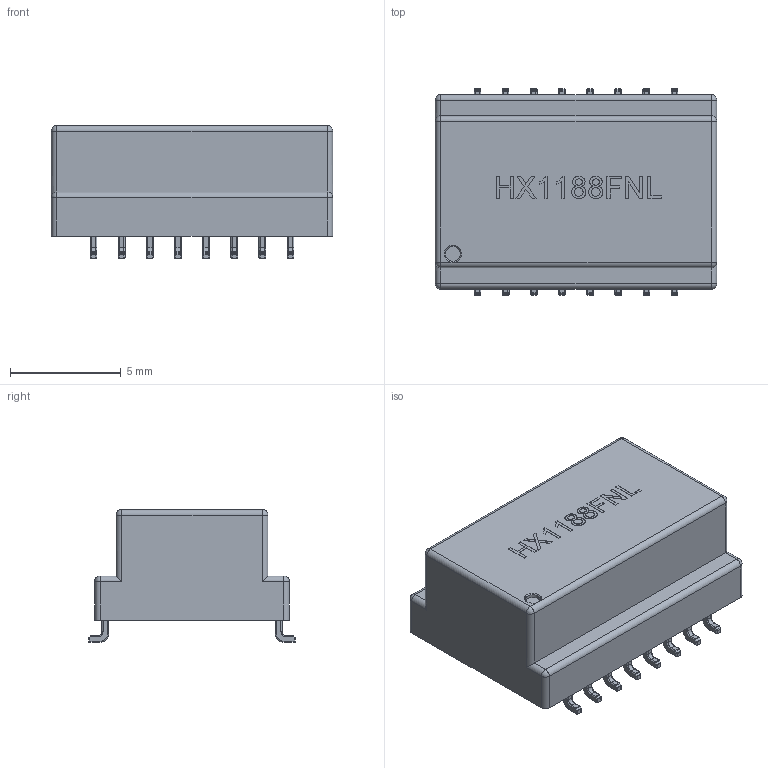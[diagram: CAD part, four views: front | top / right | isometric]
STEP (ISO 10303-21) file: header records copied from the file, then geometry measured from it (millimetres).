
FILE_DESCRIPTION (( 'STEP AP214' ), '1' );
FILE_NAME ('User Library-trans_HX1188FNL.STEP', '2020-03-20T06:45:40', ( '' ), ( '' ), 'SwSTEP 2.0', 'SolidWorks 2019', '' );
FILE_SCHEMA (( 'AUTOMOTIVE_DESIGN' ));
Length unit declared in the file: millimetre
Products named in the file (1): User Library-trans_HX1188FNL
Bounding box: 12.7 x 9.32 x 6 mm (x, y, z)
Surface area: 444.9 mm2 (no closed solid volume)
Topology: 0 solids, 17 shells, 624 faces, 1551 edges, 888 vertices
Faces by surface type: cylinder 276, plane 181, sphere 66, torus 64, bspline 35, cone 2
Entity records: 26460 total; most frequent: CARTESIAN_POINT 5288, DIRECTION 3123, ORIENTED_EDGE 2756, EDGE_CURVE 1513, AXIS2_PLACEMENT_3D 1137, VERTEX_POINT 888, LINE 849, VECTOR 849
